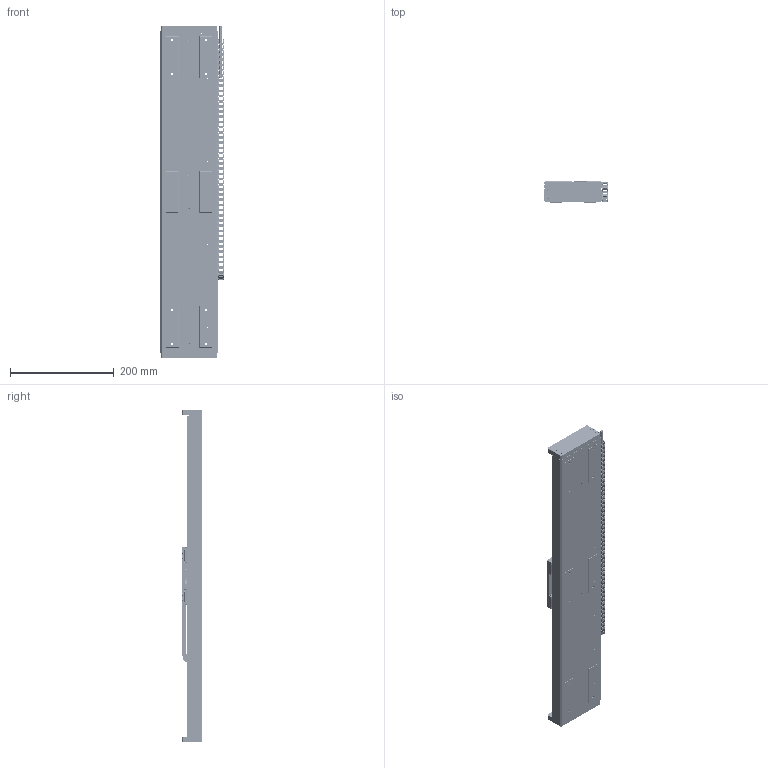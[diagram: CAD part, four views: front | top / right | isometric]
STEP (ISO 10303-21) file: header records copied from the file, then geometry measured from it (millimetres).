
FILE_DESCRIPTION (( 'STEP AP214' ), '1' );
FILE_NAME ('PPS-110-14XXX.STEP', '2023-03-02T22:30:09', ( '' ), ( '' ), 'SwSTEP 2.0', 'SolidWorks 2020', '' );
FILE_SCHEMA (( 'AUTOMOTIVE_DESIGN' ));
Length unit declared in the file: millimetre
Products named in the file (58): 57; 21; 430715 PPS-110, Carriage, L110, Piezo Motor_Piezo CF spring; 37; 27; 51; 22; 43; 3; 48; 47; 45; 430714 PPS-110, Carriage Cable Cover; PPS-110-14XXX; IGUS E3-3 7w 15br_500mm; 33; 23; 40; Screw, SHCS-L, M-DIN_M3 x 0.5 x 06mm; 53; 55; PPS-110 Carriage Demo Assembly_2022_Piezo Motor; 42; 24; 52; 2; 30; 54; 4; 50; 49; 46; SCREW, MS-PPH, M-JCIS 1_M1.6 x 0.35 x 3mm; 29; PPS-110, Base, Master Part_500mm Stepper & Piezo; 56; 38; 41; 5; 34 ...
Assembly tree (172 placements, depth 3):
  PPS-110-14XXX
    PPS-110 Base Demo Assembly_2022_500mm Travel Piezo Motor
      PPS-110, Base, Master Part_500mm Stepper & Piezo
      Screw, SHCS-S, M-DIN._M3 x 0.5 x 08mm  x62
      130242 Bearing, Slide Rail, PPS-110 (SEBS9B Track)_500mm  x2
      430712 PPS-110, End Plate, Linear Motor  x2
      Screw, SHCS-S, M-DIN._M3 x 0.5 x 10mm  x8
    PPS-110 Carriage Demo Assembly_2022_Piezo Motor
      430715 PPS-110, Carriage, L110, Piezo Motor_Piezo CF spring
      430714 PPS-110, Carriage Cable Cover
      SCREW, MS-PPH, M-JCIS 1_M1.6 x 0.35 x 3mm  x10
      130242 Bearing, Slide Rail, PPS-110 (SEBS9B Slide)  x4
      Screw, SHCS-L, M-DIN_M3 x 0.5 x 06mm  x16
    IGUS E3-3 7w 15br_500mm
      1
      2
      3
      4
      5
      20
      21
      22
      23
      24
      25
      26
      27
      28
      29
      30
      31
      32
      33
      34
      35
      36
      37
      38
      39
      40
      41
      42
      43
      44
      45
      46
      47
      48
      53
      49
      50
      51
      52
      54
      55
      56
      57  x19
    Cable Chain exit cable
Bounding box: 121.95 x 40 x 640 mm (x, y, z)
Volume: 1129957.4 mm3; surface area: 378920.9 mm2
Topology: 169 solids, 169 shells, 7529 faces, 18166 edges, 11290 vertices
Faces by surface type: plane 3826, cylinder 2403, torus 748, cone 552
Entity records: 135025 total; most frequent: DIRECTION 19669, CARTESIAN_POINT 18816, ORIENTED_EDGE 17998, EDGE_CURVE 8999, AXIS2_PLACEMENT_3D 7014, VERTEX_POINT 5865, LINE 5641, VECTOR 5641
